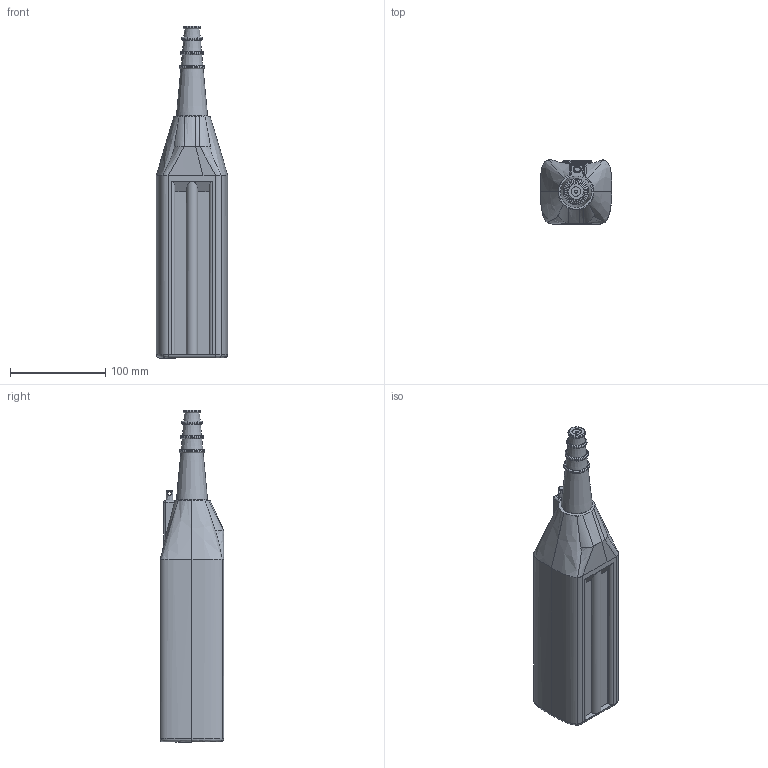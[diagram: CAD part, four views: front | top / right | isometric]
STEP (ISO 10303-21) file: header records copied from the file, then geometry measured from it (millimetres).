
FILE_DESCRIPTION(/* description */ (''),/* implementation_level */ '2;1');
FILE_NAME(/* name */ '2PV5X.stp',/* time_stamp */ '2016-07-13T16:38:45-04:00',/* author */ ('CAD Station'),/* organization */ (''),/* preprocessor_version */ 'ST-DEVELOPER v16.1',/* originating_system */ 'Autodesk Inventor 2016',/* authorisation */ '');
FILE_SCHEMA (('AUTOMOTIVE_DESIGN { 1 0 10303 214 3 1 1 }'));
Length unit declared in the file: millimetre
Products named in the file (4): 2PV5X_B; 2PV5X_T; Antenna; 2PV5X
Assembly tree (3 placements, depth 2):
  2PV5X
    2PV5X_B
    2PV5X_T
    Antenna
Bounding box: 74.97 x 67.02 x 349 mm (x, y, z)
Volume: 120174.4 mm3; surface area: 156450.8 mm2
Topology: 3 solids, 3 shells, 241 faces, 591 edges, 363 vertices
Faces by surface type: plane 81, bspline 75, cylinder 52, torus 19, cone 8, sphere 6
Full cylindrical faces by diameter (mm): 3 x1, 4 x1, 10 x1, 22 x5, 30 x1
Entity records: 10479 total; most frequent: CARTESIAN_POINT 5236, ORIENTED_EDGE 1130, DIRECTION 887, EDGE_CURVE 562, VERTEX_POINT 363, AXIS2_PLACEMENT_3D 339, EDGE_LOOP 291, FACE_OUTER_BOUND 241
